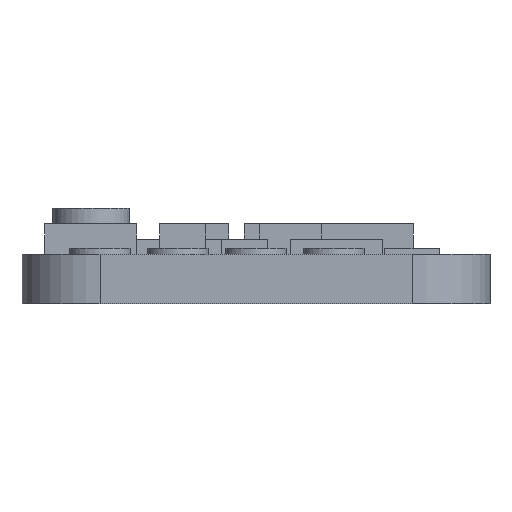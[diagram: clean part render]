
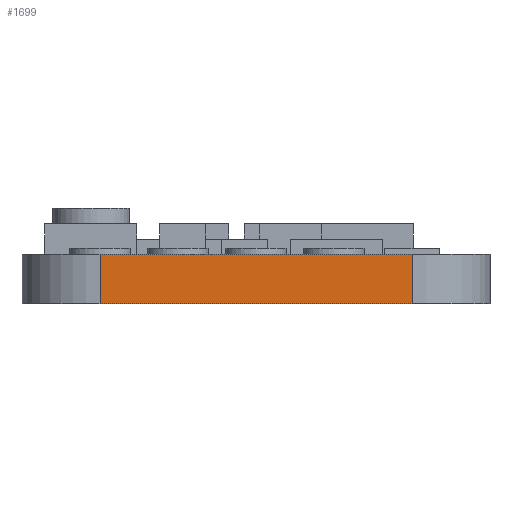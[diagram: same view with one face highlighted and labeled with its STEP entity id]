
A CAD part, left-side view. The second image highlights one B-rep face of the part: STEP entity #1699.
In plain terms, the highlighted planar face has unit normal (-1, 0, 0).
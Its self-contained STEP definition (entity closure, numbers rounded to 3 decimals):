
#124=PLANE('',#1841);
#215=FACE_OUTER_BOUND('',#315,.T.);
#315=EDGE_LOOP('',(#1482,#1483,#1484,#1485));
#527=LINE('',#2748,#713);
#528=LINE('',#2751,#714);
#529=LINE('',#2753,#715);
#530=LINE('',#2754,#716);
#713=VECTOR('',#2271,10.);
#714=VECTOR('',#2274,10.);
#715=VECTOR('',#2275,10.);
#716=VECTOR('',#2276,10.);
#905=VERTEX_POINT('',#2744);
#906=VERTEX_POINT('',#2746);
#907=VERTEX_POINT('',#2750);
#908=VERTEX_POINT('',#2752);
#1125=EDGE_CURVE('',#905,#906,#527,.T.);
#1126=EDGE_CURVE('',#905,#907,#528,.T.);
#1127=EDGE_CURVE('',#908,#906,#529,.T.);
#1128=EDGE_CURVE('',#907,#908,#530,.T.);
#1482=ORIENTED_EDGE('',*,*,#1126,.F.);
#1483=ORIENTED_EDGE('',*,*,#1125,.T.);
#1484=ORIENTED_EDGE('',*,*,#1127,.F.);
#1485=ORIENTED_EDGE('',*,*,#1128,.F.);
#1699=ADVANCED_FACE('',(#215),#124,.T.);
#1841=AXIS2_PLACEMENT_3D('',#2749,#2272,#2273);
#2271=DIRECTION('',(0.,0.,1.));
#2272=DIRECTION('center_axis',(-1.,0.,0.));
#2273=DIRECTION('ref_axis',(0.,-1.,0.));
#2274=DIRECTION('',(0.,1.,0.));
#2275=DIRECTION('',(0.,-1.,0.));
#2276=DIRECTION('',(0.,0.,1.));
#2744=CARTESIAN_POINT('',(0.,2.54,0.));
#2746=CARTESIAN_POINT('',(0.,2.54,1.6));
#2748=CARTESIAN_POINT('',(0.,2.54,0.));
#2749=CARTESIAN_POINT('Origin',(0.,12.7,0.));
#2750=CARTESIAN_POINT('',(0.,12.7,0.));
#2751=CARTESIAN_POINT('',(0.,2.54,0.));
#2752=CARTESIAN_POINT('',(0.,12.7,1.6));
#2753=CARTESIAN_POINT('',(0.,2.54,1.6));
#2754=CARTESIAN_POINT('',(0.,12.7,0.));
